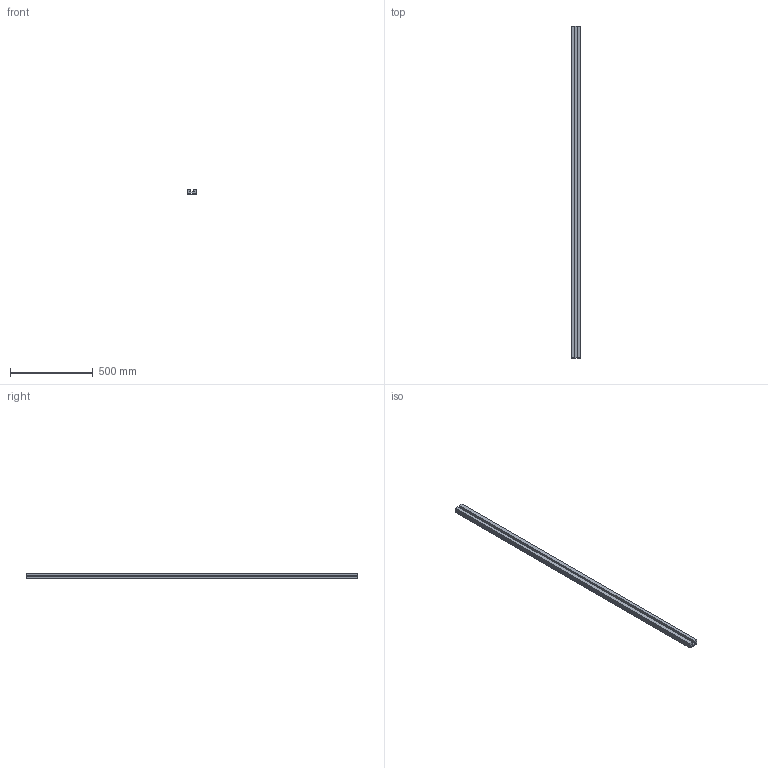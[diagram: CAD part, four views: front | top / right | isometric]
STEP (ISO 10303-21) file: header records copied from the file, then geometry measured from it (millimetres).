
FILE_DESCRIPTION(('STEP AP214'),'1');
FILE_NAME('cctmp_5EC59C61-4E14-4F46-AAB6-923F3E07ECA5_2023_6_20_10_23_43_350..stp','2023-06-20T08:23:43',('Murtfeldt Kunststoffe GmbH & Co.KG'),('CADClick - www.CADClick.com'),'Spatial InterOp 3D',' ','unknown authorization');
FILE_SCHEMA(('AUTOMOTIVE_DESIGN'));
Length unit declared in the file: millimetre
Products named in the file (3): 231120008
Assembly tree (2 placements, depth 2):
  (unnamed)
    231120008
    231120008
Bounding box: 60 x 2000 x 33 mm (x, y, z)
Volume: 2881685.8 mm3; surface area: 924744.1 mm2
Topology: 2 solids, 2 shells, 44 faces, 120 edges, 80 vertices
Faces by surface type: plane 36, cylinder 8
Entity records: 1812 total; most frequent: CARTESIAN_POINT 247, ORIENTED_EDGE 240, DIRECTION 230, EDGE_CURVE 120, LINE 104, VECTOR 104, VERTEX_POINT 80, AXIS2_PLACEMENT_3D 63
